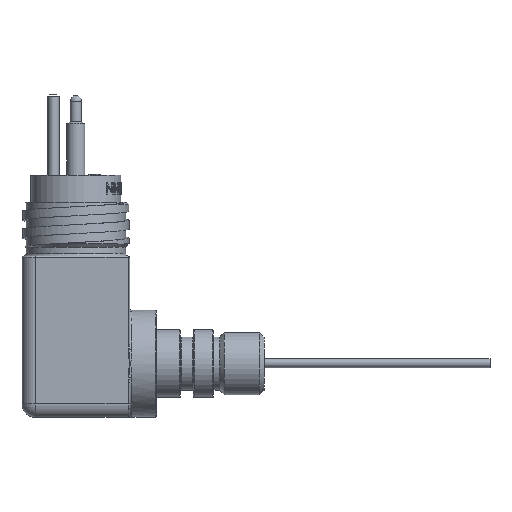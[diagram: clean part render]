
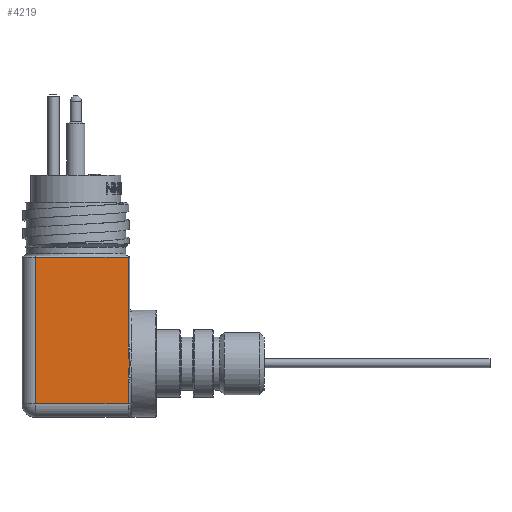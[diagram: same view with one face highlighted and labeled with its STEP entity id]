
A CAD part, left-side view. The second image highlights one B-rep face of the part: STEP entity #4219.
In plain terms, the highlighted planar face has unit normal (-1, 0, 0).
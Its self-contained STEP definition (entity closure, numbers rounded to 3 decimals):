
#206=PLANE('',#4568);
#633=FACE_OUTER_BOUND('',#886,.T.);
#886=EDGE_LOOP('',(#3701,#3702,#3703,#3704,#3705,#3706,#3707,#3708));
#1314=B_SPLINE_CURVE_WITH_KNOTS('',3,(#14951,#14952,#14953,#14954,#14955,
#14956,#14957),.UNSPECIFIED.,.F.,.F.,(4,3,4),(0.,0.001,0.001),
 .UNSPECIFIED.);
#1315=B_SPLINE_CURVE_WITH_KNOTS('',3,(#14959,#14960,#14961,#14962,#14963,
#14964,#14965,#14966,#14967,#14968),.UNSPECIFIED.,.F.,.F.,(4,2,2,2,4),(0.,
0.001,0.003,0.004,0.005),
 .UNSPECIFIED.);
#1316=B_SPLINE_CURVE_WITH_KNOTS('',3,(#14970,#14971,#14972,#14973,#14974,
#14975,#14976),.UNSPECIFIED.,.F.,.F.,(4,3,4),(0.,0.001,0.001),
 .UNSPECIFIED.);
#1529=LINE('',#14947,#1755);
#1530=LINE('',#14949,#1756);
#1531=LINE('',#14978,#1757);
#1532=LINE('',#14980,#1758);
#1533=LINE('',#14981,#1759);
#1755=VECTOR('',#5411,1000.);
#1756=VECTOR('',#5412,1000.);
#1757=VECTOR('',#5413,1000.);
#1758=VECTOR('',#5414,1000.);
#1759=VECTOR('',#5415,1000.);
#2130=VERTEX_POINT('',#14945);
#2131=VERTEX_POINT('',#14946);
#2132=VERTEX_POINT('',#14948);
#2133=VERTEX_POINT('',#14950);
#2134=VERTEX_POINT('',#14958);
#2135=VERTEX_POINT('',#14969);
#2136=VERTEX_POINT('',#14977);
#2137=VERTEX_POINT('',#14979);
#2679=EDGE_CURVE('',#2130,#2131,#1529,.T.);
#2680=EDGE_CURVE('',#2131,#2132,#1530,.T.);
#2681=EDGE_CURVE('',#2132,#2133,#1314,.T.);
#2682=EDGE_CURVE('',#2133,#2134,#1315,.T.);
#2683=EDGE_CURVE('',#2134,#2135,#1316,.T.);
#2684=EDGE_CURVE('',#2135,#2136,#1531,.T.);
#2685=EDGE_CURVE('',#2136,#2137,#1532,.T.);
#2686=EDGE_CURVE('',#2137,#2130,#1533,.T.);
#3701=ORIENTED_EDGE('',*,*,#2679,.T.);
#3702=ORIENTED_EDGE('',*,*,#2680,.T.);
#3703=ORIENTED_EDGE('',*,*,#2681,.T.);
#3704=ORIENTED_EDGE('',*,*,#2682,.T.);
#3705=ORIENTED_EDGE('',*,*,#2683,.T.);
#3706=ORIENTED_EDGE('',*,*,#2684,.T.);
#3707=ORIENTED_EDGE('',*,*,#2685,.T.);
#3708=ORIENTED_EDGE('',*,*,#2686,.T.);
#4219=ADVANCED_FACE('',(#633),#206,.T.);
#4568=AXIS2_PLACEMENT_3D('',#14944,#5409,#5410);
#5409=DIRECTION('center_axis',(-1.,0.,0.));
#5410=DIRECTION('ref_axis',(0.,1.,0.));
#5411=DIRECTION('',(0.,-1.,0.));
#5412=DIRECTION('',(0.,0.,1.));
#5413=DIRECTION('',(0.,0.,1.));
#5414=DIRECTION('',(0.,1.,0.));
#5415=DIRECTION('',(0.,0.,-1.));
#14944=CARTESIAN_POINT('Origin',(0.,0.,
-38.123));
#14945=CARTESIAN_POINT('',(0.,-2.381,-35.741));
#14946=CARTESIAN_POINT('',(0.,-18.796,-35.741));
#14947=CARTESIAN_POINT('',(0.,-42.85,-35.741));
#14948=CARTESIAN_POINT('',(0.,-18.796,-31.978));
#14949=CARTESIAN_POINT('',(0.,-18.796,-31.176));
#14950=CARTESIAN_POINT('',(0.,-18.851,-31.108));
#14951=CARTESIAN_POINT('Ctrl Pts',(0.,-18.796,
-31.978));
#14952=CARTESIAN_POINT('Ctrl Pts',(0.,-18.796,
-31.748));
#14953=CARTESIAN_POINT('Ctrl Pts',(0.,-18.81,
-31.519));
#14954=CARTESIAN_POINT('Ctrl Pts',(0.,-18.831,
-31.291));
#14955=CARTESIAN_POINT('Ctrl Pts',(0.,-18.837,
-31.23));
#14956=CARTESIAN_POINT('Ctrl Pts',(0.,-18.844,
-31.169));
#14957=CARTESIAN_POINT('Ctrl Pts',(0.,-18.851,
-31.108));
#14958=CARTESIAN_POINT('',(0.,-18.851,-26.088));
#14959=CARTESIAN_POINT('Ctrl Pts',(0.,-18.851,
-31.108));
#14960=CARTESIAN_POINT('Ctrl Pts',(0.,-18.898,
-30.691));
#14961=CARTESIAN_POINT('Ctrl Pts',(0.,-18.926,
-30.273));
#14962=CARTESIAN_POINT('Ctrl Pts',(0.,-18.971,
-29.436));
#14963=CARTESIAN_POINT('Ctrl Pts',(0.,-18.986,
-29.017));
#14964=CARTESIAN_POINT('Ctrl Pts',(0.,-18.986,
-28.179));
#14965=CARTESIAN_POINT('Ctrl Pts',(0.,-18.971,
-27.76));
#14966=CARTESIAN_POINT('Ctrl Pts',(0.,-18.926,
-26.923));
#14967=CARTESIAN_POINT('Ctrl Pts',(0.,-18.898,
-26.505));
#14968=CARTESIAN_POINT('Ctrl Pts',(0.,-18.851,
-26.088));
#14969=CARTESIAN_POINT('',(0.,-18.796,-25.218));
#14970=CARTESIAN_POINT('Ctrl Pts',(0.,-18.851,
-26.088));
#14971=CARTESIAN_POINT('Ctrl Pts',(0.,-18.825,
-25.86));
#14972=CARTESIAN_POINT('Ctrl Pts',(0.,-18.806,
-25.631));
#14973=CARTESIAN_POINT('Ctrl Pts',(0.,-18.799,
-25.402));
#14974=CARTESIAN_POINT('Ctrl Pts',(0.,-18.797,
-25.34));
#14975=CARTESIAN_POINT('Ctrl Pts',(0.,-18.796,
-25.279));
#14976=CARTESIAN_POINT('Ctrl Pts',(0.,-18.796,
-25.218));
#14977=CARTESIAN_POINT('',(0.,-18.796,-9.802));
#14978=CARTESIAN_POINT('',(0.,-18.796,-9.548));
#14979=CARTESIAN_POINT('',(0.,-2.381,-9.802));
#14980=CARTESIAN_POINT('',(0.,0.,-9.802));
#14981=CARTESIAN_POINT('',(0.,-2.381,-38.123));
